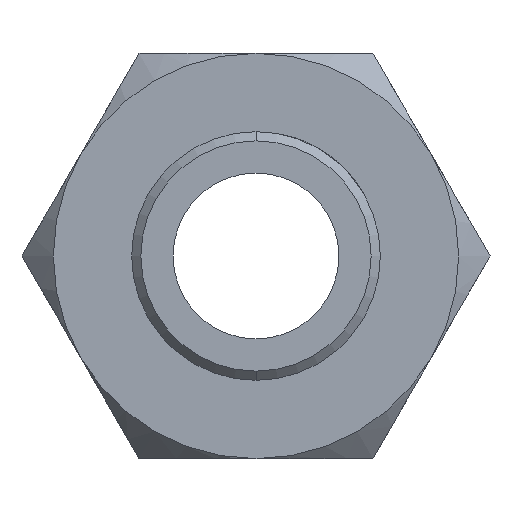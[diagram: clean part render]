
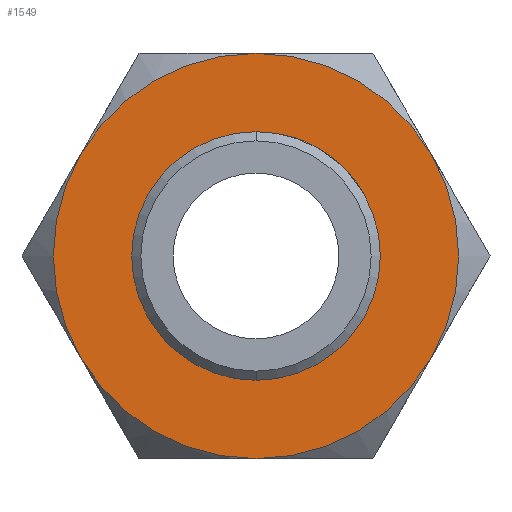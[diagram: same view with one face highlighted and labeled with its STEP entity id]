
A CAD part, left-side view. The second image highlights one B-rep face of the part: STEP entity #1549.
In plain terms, the highlighted planar face has unit normal (-1, 0, 0).
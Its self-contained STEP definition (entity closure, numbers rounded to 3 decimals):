
#116 = EDGE_LOOP ( 'NONE', ( #1035, #3010, #4592, #4308, #2708, #4508 ) ) ;
#181 = VERTEX_POINT ( 'NONE', #2558 ) ;
#233 = DIRECTION ( 'NONE',  ( 0., 0., -1. ) ) ;
#241 = DIRECTION ( 'NONE',  ( -1., 0., 0. ) ) ;
#406 = VERTEX_POINT ( 'NONE', #1357 ) ;
#446 = EDGE_CURVE ( 'NONE', #2239, #3821, #3930, .T. ) ;
#483 = DIRECTION ( 'NONE',  ( -1., 0., 0. ) ) ;
#522 = AXIS2_PLACEMENT_3D ( 'NONE', #4504, #3686, #3712 ) ;
#549 = VERTEX_POINT ( 'NONE', #2087 ) ;
#561 = DIRECTION ( 'NONE',  ( 0., 0., 1. ) ) ;
#591 = DIRECTION ( 'NONE',  ( 1., 0., 0. ) ) ;
#641 = DIRECTION ( 'NONE',  ( 1., 0., 0. ) ) ;
#650 = DIRECTION ( 'NONE',  ( 0., 0., 1. ) ) ;
#737 = DIRECTION ( 'NONE',  ( 0., 0., 1. ) ) ;
#914 = CARTESIAN_POINT ( 'NONE',  ( 22., 0., 0. ) ) ;
#936 = EDGE_CURVE ( 'NONE', #2294, #549, #3840, .T. ) ;
#974 = VERTEX_POINT ( 'NONE', #2735 ) ;
#1012 = EDGE_CURVE ( 'NONE', #181, #4426, #2808, .T. ) ;
#1020 = PLANE ( 'NONE',  #3844 ) ;
#1032 = DIRECTION ( 'NONE',  ( 0., 0., -1. ) ) ;
#1035 = ORIENTED_EDGE ( 'NONE', *, *, #3380, .F. ) ;
#1045 = EDGE_CURVE ( 'NONE', #549, #406, #2885, .T. ) ;
#1105 = CARTESIAN_POINT ( 'NONE',  ( 22., 0., 0. ) ) ;
#1160 = CARTESIAN_POINT ( 'NONE',  ( 22., 0., 0. ) ) ;
#1357 = CARTESIAN_POINT ( 'NONE',  ( 22., 0., -11. ) ) ;
#1392 = CARTESIAN_POINT ( 'NONE',  ( 22., 9.526, 5.5 ) ) ;
#1411 = CIRCLE ( 'NONE', #4559, 11. ) ;
#1454 = DIRECTION ( 'NONE',  ( 1., 0., 0. ) ) ;
#1544 = DIRECTION ( 'NONE',  ( 0., 0., -1. ) ) ;
#1549 = ADVANCED_FACE ( 'NONE', ( #4784, #2337 ), #1020, .F. ) ;
#1857 = CARTESIAN_POINT ( 'NONE',  ( 22., 0., 0. ) ) ;
#2087 = CARTESIAN_POINT ( 'NONE',  ( 22., -9.526, -5.5 ) ) ;
#2239 = VERTEX_POINT ( 'NONE', #4847 ) ;
#2287 = CIRCLE ( 'NONE', #5325, 11. ) ;
#2294 = VERTEX_POINT ( 'NONE', #5350 ) ;
#2337 = FACE_OUTER_BOUND ( 'NONE', #116, .T. ) ;
#2379 = CARTESIAN_POINT ( 'NONE',  ( 22., 0., -6.75 ) ) ;
#2388 = AXIS2_PLACEMENT_3D ( 'NONE', #4796, #3663, #737 ) ;
#2432 = EDGE_LOOP ( 'NONE', ( #4228, #4341 ) ) ;
#2558 = CARTESIAN_POINT ( 'NONE',  ( 22., 0., 6.75 ) ) ;
#2581 = DIRECTION ( 'NONE',  ( 0., 0., -1. ) ) ;
#2618 = AXIS2_PLACEMENT_3D ( 'NONE', #1160, #4470, #1544 ) ;
#2692 = CARTESIAN_POINT ( 'NONE',  ( 22., 0., 0. ) ) ;
#2708 = ORIENTED_EDGE ( 'NONE', *, *, #3111, .T. ) ;
#2735 = CARTESIAN_POINT ( 'NONE',  ( 22., 0., 11. ) ) ;
#2808 = CIRCLE ( 'NONE', #4538, 6.75 ) ;
#2885 = CIRCLE ( 'NONE', #522, 11. ) ;
#3010 = ORIENTED_EDGE ( 'NONE', *, *, #1045, .F. ) ;
#3056 = AXIS2_PLACEMENT_3D ( 'NONE', #1105, #641, #3478 ) ;
#3111 = EDGE_CURVE ( 'NONE', #974, #3821, #4118, .T. ) ;
#3380 = EDGE_CURVE ( 'NONE', #406, #2239, #2287, .T. ) ;
#3478 = DIRECTION ( 'NONE',  ( 0., 0., -1. ) ) ;
#3663 = DIRECTION ( 'NONE',  ( -1., 0., 0. ) ) ;
#3686 = DIRECTION ( 'NONE',  ( 1., 0., 0. ) ) ;
#3712 = DIRECTION ( 'NONE',  ( 0., 0., -1. ) ) ;
#3821 = VERTEX_POINT ( 'NONE', #1392 ) ;
#3840 = CIRCLE ( 'NONE', #3056, 11. ) ;
#3844 = AXIS2_PLACEMENT_3D ( 'NONE', #2692, #1454, #233 ) ;
#3930 = CIRCLE ( 'NONE', #2618, 11. ) ;
#3945 = AXIS2_PLACEMENT_3D ( 'NONE', #914, #483, #561 ) ;
#4118 = CIRCLE ( 'NONE', #3945, 11. ) ;
#4203 = CIRCLE ( 'NONE', #2388, 6.75 ) ;
#4228 = ORIENTED_EDGE ( 'NONE', *, *, #1012, .F. ) ;
#4308 = ORIENTED_EDGE ( 'NONE', *, *, #4943, .F. ) ;
#4341 = ORIENTED_EDGE ( 'NONE', *, *, #5067, .F. ) ;
#4392 = CARTESIAN_POINT ( 'NONE',  ( 22., 0., 0. ) ) ;
#4426 = VERTEX_POINT ( 'NONE', #2379 ) ;
#4470 = DIRECTION ( 'NONE',  ( 1., 0., 0. ) ) ;
#4504 = CARTESIAN_POINT ( 'NONE',  ( 22., 0., 0. ) ) ;
#4508 = ORIENTED_EDGE ( 'NONE', *, *, #446, .F. ) ;
#4538 = AXIS2_PLACEMENT_3D ( 'NONE', #4392, #241, #650 ) ;
#4559 = AXIS2_PLACEMENT_3D ( 'NONE', #1857, #591, #1032 ) ;
#4592 = ORIENTED_EDGE ( 'NONE', *, *, #936, .F. ) ;
#4784 = FACE_BOUND ( 'NONE', #2432, .T. ) ;
#4796 = CARTESIAN_POINT ( 'NONE',  ( 22., 0., 0. ) ) ;
#4847 = CARTESIAN_POINT ( 'NONE',  ( 22., 9.526, -5.5 ) ) ;
#4943 = EDGE_CURVE ( 'NONE', #974, #2294, #1411, .T. ) ;
#5067 = EDGE_CURVE ( 'NONE', #4426, #181, #4203, .T. ) ;
#5101 = CARTESIAN_POINT ( 'NONE',  ( 22., 0., 0. ) ) ;
#5129 = DIRECTION ( 'NONE',  ( 1., 0., 0. ) ) ;
#5325 = AXIS2_PLACEMENT_3D ( 'NONE', #5101, #5129, #2581 ) ;
#5350 = CARTESIAN_POINT ( 'NONE',  ( 22., -9.526, 5.5 ) ) ;
